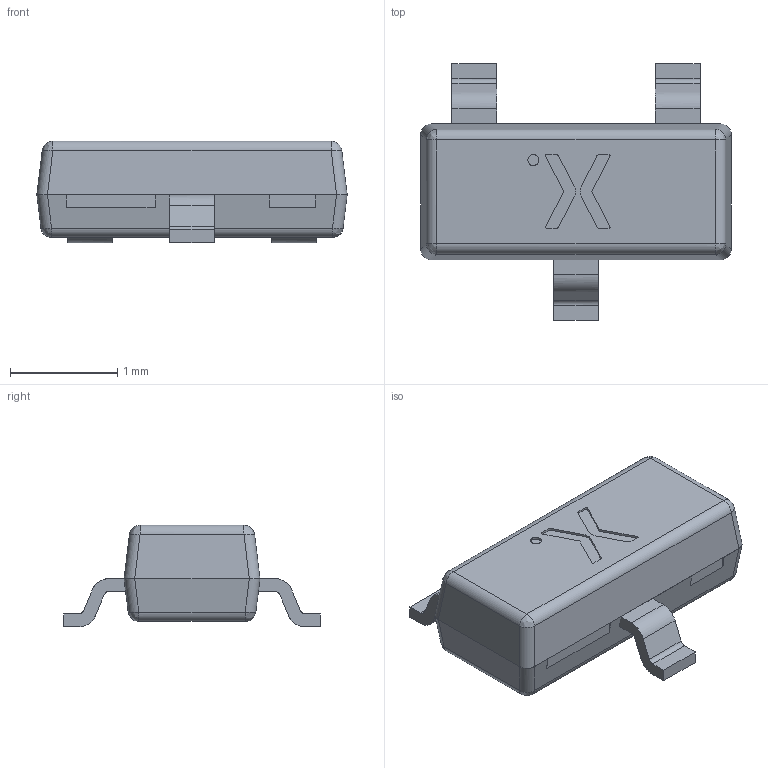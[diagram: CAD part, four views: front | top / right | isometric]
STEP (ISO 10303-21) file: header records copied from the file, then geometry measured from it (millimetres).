
FILE_DESCRIPTION(/* description */ (''),/* implementation_level */ '2;1');
FILE_NAME(/* name */ 'STEAEC',/* time_stamp */ '2021-12-25T14:41:52-05:00',/* author */ (''),/* organization */ (''),/* preprocessor_version */ 'ST-DEVELOPER v16.5',/* originating_system */ '',/* authorisation */ '');
FILE_SCHEMA (('AUTOMOTIVE_DESIGN_CC2'));
Length unit declared in the file: millimetre
Products named in the file (5): Document; SOT23 step; SOT23 Upper body; SOT23 lower body; SOT23 Lead
Assembly tree (6 placements, depth 3):
  Document
    SOT23 step
      SOT23 Upper body
      SOT23 lower body
      SOT23 Lead  x3
Bounding box: 2.9 x 2.4 x 0.95 mm (x, y, z)
Volume: 3.2 mm3; surface area: 23.3 mm2
Topology: 5 solids, 5 shells, 120 faces, 305 edges, 190 vertices
Faces by surface type: plane 69, cylinder 43, bspline 8
Entity records: 2834 total; most frequent: CARTESIAN_POINT 1144, ORIENTED_EDGE 450, EDGE_CURVE 225, B_SPLINE_CURVE_WITH_KNOTS 155, VERTEX_POINT 142, DIRECTION 112, AXIS2_PLACEMENT_3D 98, EDGE_LOOP 95
